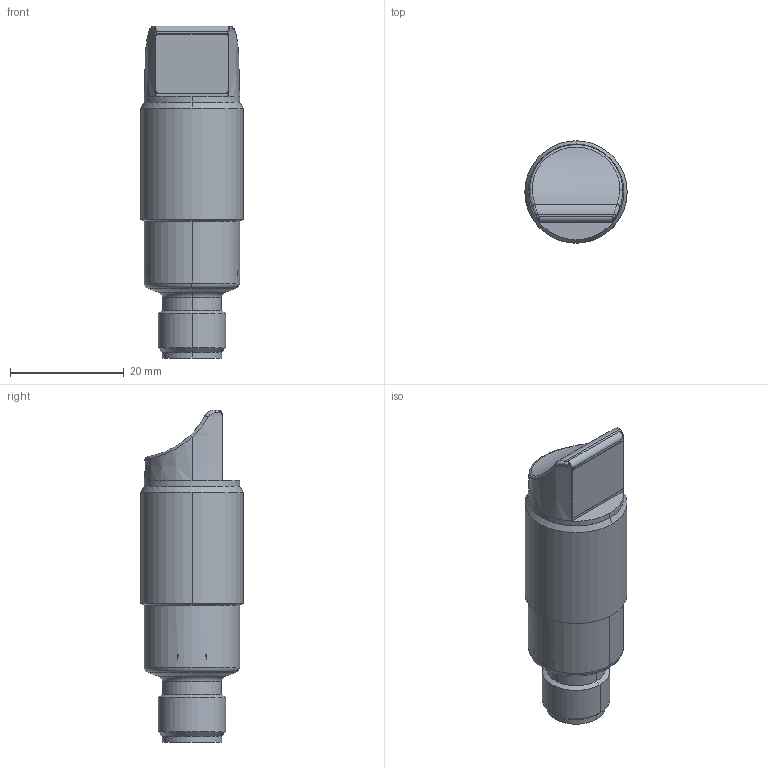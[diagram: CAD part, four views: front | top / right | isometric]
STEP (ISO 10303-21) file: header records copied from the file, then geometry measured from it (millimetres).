
FILE_DESCRIPTION((''),'2;1');
FILE_NAME('066','2021-03-09T17:38:32',('axu'),(''),'CREO PARAMETRIC BY PTC INC, 2019292','CREO PARAMETRIC BY PTC INC, 2019292','');
FILE_SCHEMA(('CONFIG_CONTROL_DESIGN','SHAPE_APPEARANCE_LAYERS_GROUPS'));
Length unit declared in the file: millimetre
Products named in the file (1): 066
Bounding box: 18 x 18 x 58.44 mm (x, y, z)
Volume: 10490.1 mm3; surface area: 3743.5 mm2
Topology: 1 solids, 1 shells, 255 faces, 620 edges, 379 vertices
Faces by surface type: plane 76, cylinder 72, bspline 45, cone 33, torus 19, sphere 10
Entity records: 12290 total; most frequent: CARTESIAN_POINT 3437, ORIENTED_EDGE 1230, DIRECTION 1177, EDGE_CURVE 615, FILL_AREA_STYLE_COLOUR 499, FILL_AREA_STYLE 499, SURFACE_STYLE_FILL_AREA 499, SURFACE_SIDE_STYLE 499
